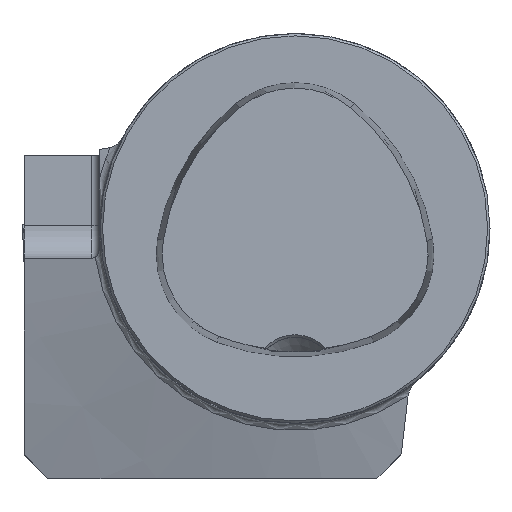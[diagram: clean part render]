
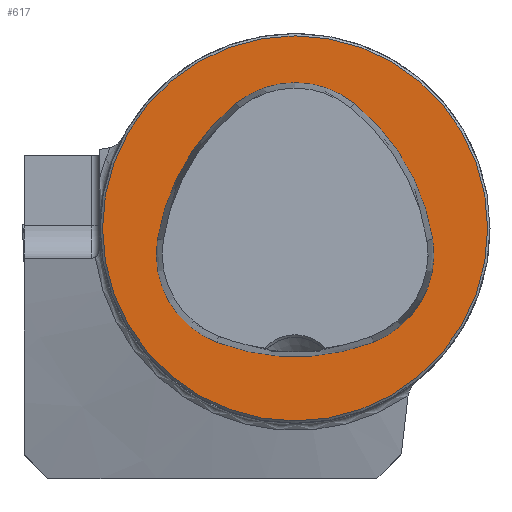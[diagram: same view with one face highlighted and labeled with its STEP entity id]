
A CAD part, top view. The second image highlights one B-rep face of the part: STEP entity #617.
In plain terms, the highlighted planar face has unit normal (0, 0, 1).
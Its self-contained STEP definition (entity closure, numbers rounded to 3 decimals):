
#120=FACE_BOUND('',#862,.T.);
#121=FACE_BOUND('',#863,.T.);
#174=PLANE('',#2329);
#617=ADVANCED_FACE('CU_FL_N1_SU_1',(#120,#121),#174,.T.);
#862=EDGE_LOOP('',(#1157,#1158,#1159,#1160,#1161,#1162));
#863=EDGE_LOOP('',(#1163));
#975=CIRCLE('',#2320,28.075);
#977=CIRCLE('',#2323,28.075);
#978=CIRCLE('',#2324,12.075);
#979=CIRCLE('',#2325,28.075);
#980=CIRCLE('',#2326,12.075);
#981=CIRCLE('',#2327,12.075);
#982=CIRCLE('',#2328,24.7);
#1157=ORIENTED_EDGE('',*,*,#1952,.F.);
#1158=ORIENTED_EDGE('',*,*,#1953,.F.);
#1159=ORIENTED_EDGE('',*,*,#1954,.F.);
#1160=ORIENTED_EDGE('',*,*,#1955,.F.);
#1161=ORIENTED_EDGE('',*,*,#1949,.F.);
#1162=ORIENTED_EDGE('',*,*,#1956,.F.);
#1163=ORIENTED_EDGE('',*,*,#1957,.T.);
#1727=VERTEX_POINT('',#3551);
#1728=VERTEX_POINT('',#3553);
#1730=VERTEX_POINT('',#3559);
#1731=VERTEX_POINT('',#3560);
#1732=VERTEX_POINT('',#3562);
#1733=VERTEX_POINT('',#3564);
#1734=VERTEX_POINT('',#3568);
#1949=EDGE_CURVE('',#1727,#1728,#975,.T.);
#1952=EDGE_CURVE('',#1730,#1731,#977,.T.);
#1953=EDGE_CURVE('',#1732,#1730,#978,.T.);
#1954=EDGE_CURVE('',#1733,#1732,#979,.T.);
#1955=EDGE_CURVE('',#1728,#1733,#980,.T.);
#1956=EDGE_CURVE('',#1731,#1727,#981,.T.);
#1957=EDGE_CURVE('',#1734,#1734,#982,.T.);
#2320=AXIS2_PLACEMENT_3D('',#3552,#2597,#2598);
#2323=AXIS2_PLACEMENT_3D('',#3558,#2604,#2605);
#2324=AXIS2_PLACEMENT_3D('',#3561,#2606,#2607);
#2325=AXIS2_PLACEMENT_3D('',#3563,#2608,#2609);
#2326=AXIS2_PLACEMENT_3D('',#3565,#2610,#2611);
#2327=AXIS2_PLACEMENT_3D('',#3566,#2612,#2613);
#2328=AXIS2_PLACEMENT_3D('',#3567,#2614,#2615);
#2329=AXIS2_PLACEMENT_3D('',#3569,#2616,#2617);
#2597=DIRECTION('',(0.,0.,1.));
#2598=DIRECTION('',(1.,0.,0.));
#2604=DIRECTION('',(0.,0.,1.));
#2605=DIRECTION('',(1.,0.,0.));
#2606=DIRECTION('',(0.,0.,1.));
#2607=DIRECTION('',(1.,0.,0.));
#2608=DIRECTION('',(0.,0.,1.));
#2609=DIRECTION('',(1.,0.,0.));
#2610=DIRECTION('',(0.,0.,1.));
#2611=DIRECTION('',(1.,0.,0.));
#2612=DIRECTION('',(0.,0.,1.));
#2613=DIRECTION('',(1.,0.,0.));
#2614=DIRECTION('',(0.,0.,1.));
#2615=DIRECTION('',(1.,0.,0.));
#2616=DIRECTION('',(0.,0.,1.));
#2617=DIRECTION('',(1.,0.,0.));
#3551=CARTESIAN_POINT('',(-10.05,-14.595,0.));
#3552=CARTESIAN_POINT('',(0.,11.62,0.));
#3553=CARTESIAN_POINT('',(10.05,-14.595,0.));
#3558=CARTESIAN_POINT('',(10.078,-5.807,0.));
#3559=CARTESIAN_POINT('',(-7.606,15.999,0.));
#3560=CARTESIAN_POINT('',(-17.656,-1.443,0.));
#3561=CARTESIAN_POINT('',(0.,6.62,0.));
#3562=CARTESIAN_POINT('',(7.606,15.999,0.));
#3563=CARTESIAN_POINT('',(-10.078,-5.807,0.));
#3564=CARTESIAN_POINT('',(17.656,-1.443,0.));
#3565=CARTESIAN_POINT('',(5.727,-3.32,0.));
#3566=CARTESIAN_POINT('',(-5.727,-3.32,0.));
#3567=CARTESIAN_POINT('',(0.,0.,0.));
#3568=CARTESIAN_POINT('',(24.7,0.,0.));
#3569=CARTESIAN_POINT('',(0.,0.,0.));
